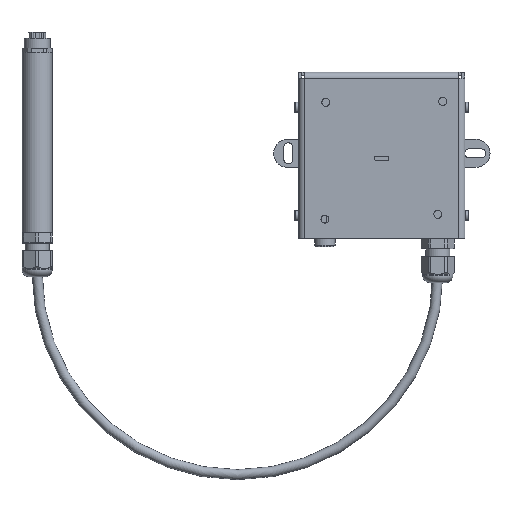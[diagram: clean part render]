
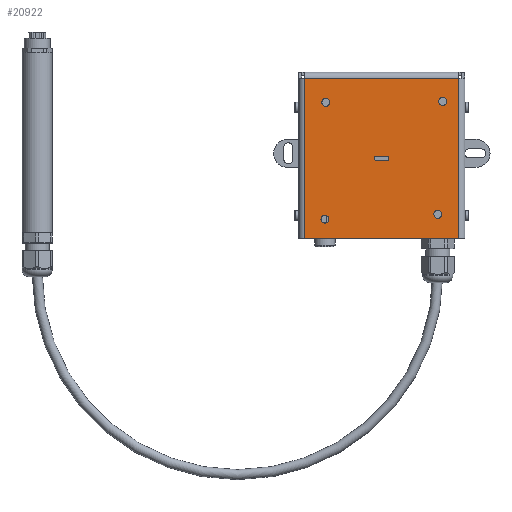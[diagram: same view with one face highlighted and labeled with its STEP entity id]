
A CAD part, top view. The second image highlights one B-rep face of the part: STEP entity #20922.
In plain terms, the highlighted face is planar.
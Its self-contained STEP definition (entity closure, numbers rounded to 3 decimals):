
#1414=FACE_BOUND('',#3767,.T.);
#1415=FACE_BOUND('',#3768,.T.);
#1416=FACE_BOUND('',#3769,.T.);
#1417=FACE_BOUND('',#3770,.T.);
#1418=FACE_BOUND('',#3771,.T.);
#1563=CIRCLE('',#22364,0.5);
#1565=CIRCLE('',#22368,0.5);
#1567=CIRCLE('',#22372,0.5);
#1569=CIRCLE('',#22376,0.5);
#1727=CIRCLE('',#22718,2.);
#1729=CIRCLE('',#22721,2.);
#1731=CIRCLE('',#22724,2.);
#1733=CIRCLE('',#22727,2.);
#2486=FACE_OUTER_BOUND('',#3766,.T.);
#3766=EDGE_LOOP('',(#15809,#15810,#15811,#15812));
#3767=EDGE_LOOP('',(#15813));
#3768=EDGE_LOOP('',(#15814));
#3769=EDGE_LOOP('',(#15815));
#3770=EDGE_LOOP('',(#15816));
#3771=EDGE_LOOP('',(#15817,#15818,#15819,#15820,#15821,#15822,#15823,#15824));
#4861=LINE('',#30697,#7074);
#4867=LINE('',#30712,#7080);
#4871=LINE('',#30724,#7084);
#4874=LINE('',#30733,#7087);
#5289=LINE('',#31898,#7502);
#5302=LINE('',#31929,#7515);
#5310=LINE('',#31952,#7523);
#5315=LINE('',#31968,#7528);
#7074=VECTOR('',#24707,10.);
#7080=VECTOR('',#24721,10.);
#7084=VECTOR('',#24733,10.);
#7087=VECTOR('',#24744,10.);
#7502=VECTOR('',#25871,10.);
#7515=VECTOR('',#25910,10.);
#7523=VECTOR('',#25940,10.);
#7528=VECTOR('',#25965,10.);
#9274=VERTEX_POINT('',#30687);
#9275=VERTEX_POINT('',#30688);
#9278=VERTEX_POINT('',#30696);
#9280=VERTEX_POINT('',#30702);
#9281=VERTEX_POINT('',#30703);
#9284=VERTEX_POINT('',#30714);
#9285=VERTEX_POINT('',#30715);
#9288=VERTEX_POINT('',#30726);
#9663=VERTEX_POINT('',#31843);
#9665=VERTEX_POINT('',#31849);
#9667=VERTEX_POINT('',#31855);
#9669=VERTEX_POINT('',#31861);
#9682=VERTEX_POINT('',#31895);
#9683=VERTEX_POINT('',#31897);
#9688=VERTEX_POINT('',#31927);
#9692=VERTEX_POINT('',#31951);
#11252=EDGE_CURVE('',#9274,#9275,#1563,.T.);
#11256=EDGE_CURVE('',#9278,#9275,#4861,.T.);
#11259=EDGE_CURVE('',#9280,#9281,#1565,.T.);
#11264=EDGE_CURVE('',#9274,#9281,#4867,.T.);
#11265=EDGE_CURVE('',#9284,#9285,#1567,.T.);
#11270=EDGE_CURVE('',#9280,#9285,#4871,.T.);
#11271=EDGE_CURVE('',#9278,#9288,#1569,.T.);
#11275=EDGE_CURVE('',#9284,#9288,#4874,.T.);
#11829=EDGE_CURVE('',#9663,#9663,#1727,.T.);
#11832=EDGE_CURVE('',#9665,#9665,#1729,.T.);
#11835=EDGE_CURVE('',#9667,#9667,#1731,.T.);
#11838=EDGE_CURVE('',#9669,#9669,#1733,.T.);
#11855=EDGE_CURVE('',#9683,#9682,#5289,.T.);
#11872=EDGE_CURVE('',#9682,#9688,#5302,.T.);
#11884=EDGE_CURVE('',#9692,#9683,#5310,.T.);
#11892=EDGE_CURVE('',#9692,#9688,#5315,.T.);
#15809=ORIENTED_EDGE('',*,*,#11855,.T.);
#15810=ORIENTED_EDGE('',*,*,#11872,.T.);
#15811=ORIENTED_EDGE('',*,*,#11892,.F.);
#15812=ORIENTED_EDGE('',*,*,#11884,.T.);
#15813=ORIENTED_EDGE('',*,*,#11829,.T.);
#15814=ORIENTED_EDGE('',*,*,#11832,.T.);
#15815=ORIENTED_EDGE('',*,*,#11835,.T.);
#15816=ORIENTED_EDGE('',*,*,#11838,.T.);
#15817=ORIENTED_EDGE('',*,*,#11270,.T.);
#15818=ORIENTED_EDGE('',*,*,#11265,.F.);
#15819=ORIENTED_EDGE('',*,*,#11275,.T.);
#15820=ORIENTED_EDGE('',*,*,#11271,.F.);
#15821=ORIENTED_EDGE('',*,*,#11256,.T.);
#15822=ORIENTED_EDGE('',*,*,#11252,.F.);
#15823=ORIENTED_EDGE('',*,*,#11264,.T.);
#15824=ORIENTED_EDGE('',*,*,#11259,.F.);
#20035=PLANE('',#22768);
#20922=ADVANCED_FACE('',(#2486,#1414,#1415,#1416,#1417,#1418),#20035,.F.);
#22364=AXIS2_PLACEMENT_3D('',#30689,#24699,#24700);
#22368=AXIS2_PLACEMENT_3D('',#30704,#24712,#24713);
#22372=AXIS2_PLACEMENT_3D('',#30716,#24724,#24725);
#22376=AXIS2_PLACEMENT_3D('',#30727,#24736,#24737);
#22718=AXIS2_PLACEMENT_3D('',#31844,#25820,#25821);
#22721=AXIS2_PLACEMENT_3D('',#31850,#25827,#25828);
#22724=AXIS2_PLACEMENT_3D('',#31856,#25834,#25835);
#22727=AXIS2_PLACEMENT_3D('',#31862,#25841,#25842);
#22768=AXIS2_PLACEMENT_3D('',#31967,#25963,#25964);
#24699=DIRECTION('center_axis',(0.,0.,-1.));
#24700=DIRECTION('ref_axis',(0.707,0.707,0.));
#24707=DIRECTION('',(0.,1.,0.));
#24712=DIRECTION('center_axis',(0.,0.,-1.));
#24713=DIRECTION('ref_axis',(-0.707,0.707,0.));
#24721=DIRECTION('',(-1.,0.,0.));
#24724=DIRECTION('center_axis',(0.,0.,-1.));
#24725=DIRECTION('ref_axis',(-0.707,-0.707,0.));
#24733=DIRECTION('',(0.,-1.,0.));
#24736=DIRECTION('center_axis',(0.,0.,-1.));
#24737=DIRECTION('ref_axis',(0.707,-0.707,0.));
#24744=DIRECTION('',(1.,0.,0.));
#25820=DIRECTION('center_axis',(0.,0.,1.));
#25821=DIRECTION('ref_axis',(1.,0.,0.));
#25827=DIRECTION('center_axis',(0.,0.,1.));
#25828=DIRECTION('ref_axis',(1.,0.,0.));
#25834=DIRECTION('center_axis',(0.,0.,1.));
#25835=DIRECTION('ref_axis',(1.,0.,0.));
#25841=DIRECTION('center_axis',(0.,0.,1.));
#25842=DIRECTION('ref_axis',(1.,0.,0.));
#25871=DIRECTION('',(1.,0.,0.));
#25910=DIRECTION('',(0.,-1.,0.));
#25940=DIRECTION('',(0.,1.,0.));
#25963=DIRECTION('center_axis',(0.,0.,1.));
#25964=DIRECTION('ref_axis',(1.,0.,0.));
#25965=DIRECTION('',(1.,0.,0.));
#30687=CARTESIAN_POINT('',(44.5,41.,0.));
#30688=CARTESIAN_POINT('',(45.,40.5,0.));
#30689=CARTESIAN_POINT('Origin',(44.5,40.5,0.));
#30696=CARTESIAN_POINT('',(45.,39.5,0.));
#30697=CARTESIAN_POINT('',(45.,40.25,0.));
#30702=CARTESIAN_POINT('',(38.,40.5,0.));
#30703=CARTESIAN_POINT('',(38.5,41.,0.));
#30704=CARTESIAN_POINT('Origin',(38.5,40.5,0.));
#30712=CARTESIAN_POINT('',(43.25,41.,0.));
#30714=CARTESIAN_POINT('',(38.5,39.,0.));
#30715=CARTESIAN_POINT('',(38.,39.5,0.));
#30716=CARTESIAN_POINT('Origin',(38.5,39.5,0.));
#30724=CARTESIAN_POINT('',(38.,41.25,0.));
#30726=CARTESIAN_POINT('',(44.5,39.,0.));
#30727=CARTESIAN_POINT('Origin',(44.5,39.5,0.));
#30733=CARTESIAN_POINT('',(39.75,39.,0.));
#31843=CARTESIAN_POINT('',(67.9,9.6,0.));
#31844=CARTESIAN_POINT('Origin',(69.9,9.6,0.));
#31849=CARTESIAN_POINT('',(11.57,12.07,0.));
#31850=CARTESIAN_POINT('Origin',(13.57,12.07,0.));
#31855=CARTESIAN_POINT('',(67.431,67.931,0.));
#31856=CARTESIAN_POINT('Origin',(69.431,67.931,0.));
#31861=CARTESIAN_POINT('',(9.1,68.4,0.));
#31862=CARTESIAN_POINT('Origin',(11.1,68.4,0.));
#31895=CARTESIAN_POINT('',(80.,80.,0.));
#31897=CARTESIAN_POINT('',(3.,80.,0.));
#31898=CARTESIAN_POINT('',(60.75,80.,0.));
#31927=CARTESIAN_POINT('',(80.,0.,0.));
#31929=CARTESIAN_POINT('',(80.,20.75,0.));
#31951=CARTESIAN_POINT('',(3.,0.,0.));
#31952=CARTESIAN_POINT('',(3.,60.75,0.));
#31967=CARTESIAN_POINT('Origin',(41.5,41.5,0.));
#31968=CARTESIAN_POINT('',(0.,0.,0.));
